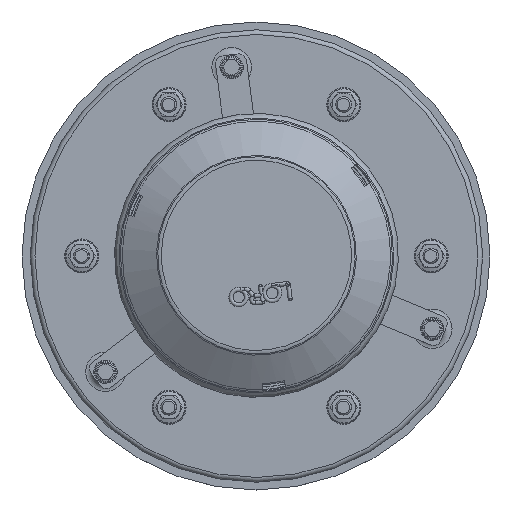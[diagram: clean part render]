
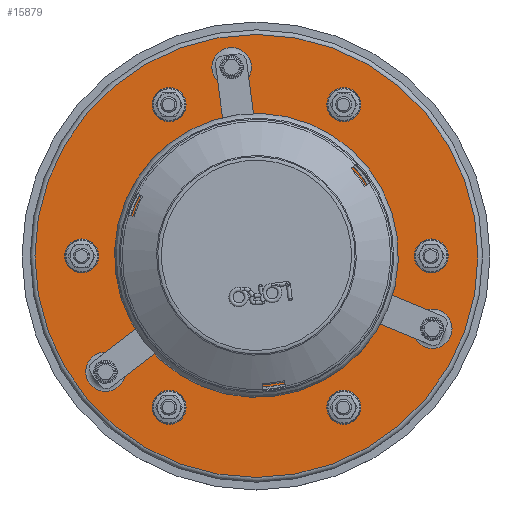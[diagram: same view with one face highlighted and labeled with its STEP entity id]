
A CAD part, top view. The second image highlights one B-rep face of the part: STEP entity #15879.
In plain terms, the highlighted planar face has unit normal (0, 0, 1).
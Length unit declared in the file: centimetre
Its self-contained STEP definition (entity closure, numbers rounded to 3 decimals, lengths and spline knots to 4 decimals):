
#459=FACE_BOUND('',#2391,.T.);
#460=FACE_BOUND('',#2392,.T.);
#461=FACE_BOUND('',#2393,.T.);
#462=FACE_BOUND('',#2394,.T.);
#463=FACE_BOUND('',#2395,.T.);
#464=FACE_BOUND('',#2396,.T.);
#465=FACE_BOUND('',#2397,.T.);
#466=FACE_BOUND('',#2398,.T.);
#467=FACE_BOUND('',#2399,.T.);
#468=FACE_BOUND('',#2400,.T.);
#704=PLANE('',#17133);
#1413=FACE_OUTER_BOUND('',#2390,.T.);
#2390=EDGE_LOOP('',(#11489));
#2391=EDGE_LOOP('',(#11490));
#2392=EDGE_LOOP('',(#11491));
#2393=EDGE_LOOP('',(#11492));
#2394=EDGE_LOOP('',(#11493));
#2395=EDGE_LOOP('',(#11494));
#2396=EDGE_LOOP('',(#11495));
#2397=EDGE_LOOP('',(#11496));
#2398=EDGE_LOOP('',(#11497));
#2399=EDGE_LOOP('',(#11498));
#2400=EDGE_LOOP('',(#11499));
#5910=CIRCLE('',#17131,12.6615);
#5912=CIRCLE('',#17134,142.);
#5913=CIRCLE('',#17135,12.6615);
#5914=CIRCLE('',#17136,82.);
#5915=CIRCLE('',#17137,8.);
#5916=CIRCLE('',#17138,8.);
#5917=CIRCLE('',#17139,8.);
#5918=CIRCLE('',#17140,8.);
#5919=CIRCLE('',#17141,8.);
#5920=CIRCLE('',#17142,8.);
#5921=CIRCLE('',#17143,12.6615);
#6919=VERTEX_POINT('',#24697);
#6920=VERTEX_POINT('',#24702);
#6921=VERTEX_POINT('',#24704);
#6922=VERTEX_POINT('',#24706);
#6923=VERTEX_POINT('',#24708);
#6924=VERTEX_POINT('',#24710);
#6925=VERTEX_POINT('',#24712);
#6926=VERTEX_POINT('',#24714);
#6927=VERTEX_POINT('',#24716);
#6928=VERTEX_POINT('',#24718);
#6929=VERTEX_POINT('',#24720);
#8630=EDGE_CURVE('',#6919,#6919,#5910,.T.);
#8632=EDGE_CURVE('',#6920,#6920,#5912,.T.);
#8633=EDGE_CURVE('',#6921,#6921,#5913,.T.);
#8634=EDGE_CURVE('',#6922,#6922,#5914,.T.);
#8635=EDGE_CURVE('',#6923,#6923,#5915,.T.);
#8636=EDGE_CURVE('',#6924,#6924,#5916,.T.);
#8637=EDGE_CURVE('',#6925,#6925,#5917,.T.);
#8638=EDGE_CURVE('',#6926,#6926,#5918,.T.);
#8639=EDGE_CURVE('',#6927,#6927,#5919,.T.);
#8640=EDGE_CURVE('',#6928,#6928,#5920,.T.);
#8641=EDGE_CURVE('',#6929,#6929,#5921,.T.);
#11489=ORIENTED_EDGE('',*,*,#8632,.F.);
#11490=ORIENTED_EDGE('',*,*,#8633,.F.);
#11491=ORIENTED_EDGE('',*,*,#8634,.T.);
#11492=ORIENTED_EDGE('',*,*,#8635,.T.);
#11493=ORIENTED_EDGE('',*,*,#8636,.T.);
#11494=ORIENTED_EDGE('',*,*,#8637,.T.);
#11495=ORIENTED_EDGE('',*,*,#8638,.T.);
#11496=ORIENTED_EDGE('',*,*,#8639,.T.);
#11497=ORIENTED_EDGE('',*,*,#8640,.T.);
#11498=ORIENTED_EDGE('',*,*,#8641,.F.);
#11499=ORIENTED_EDGE('',*,*,#8630,.F.);
#15879=ADVANCED_FACE('',(#1413,#459,#460,#461,#462,#463,#464,#465,#466,
#467,#468),#704,.T.);
#17131=AXIS2_PLACEMENT_3D('',#24699,#19827,#19828);
#17133=AXIS2_PLACEMENT_3D('',#24701,#19831,#19832);
#17134=AXIS2_PLACEMENT_3D('',#24703,#19833,#19834);
#17135=AXIS2_PLACEMENT_3D('',#24705,#19835,#19836);
#17136=AXIS2_PLACEMENT_3D('',#24707,#19837,#19838);
#17137=AXIS2_PLACEMENT_3D('',#24709,#19839,#19840);
#17138=AXIS2_PLACEMENT_3D('',#24711,#19841,#19842);
#17139=AXIS2_PLACEMENT_3D('',#24713,#19843,#19844);
#17140=AXIS2_PLACEMENT_3D('',#24715,#19845,#19846);
#17141=AXIS2_PLACEMENT_3D('',#24717,#19847,#19848);
#17142=AXIS2_PLACEMENT_3D('',#24719,#19849,#19850);
#17143=AXIS2_PLACEMENT_3D('',#24721,#19851,#19852);
#19827=DIRECTION('center_axis',(0.,0.,1.));
#19828=DIRECTION('ref_axis',(-0.609,0.793,0.));
#19831=DIRECTION('center_axis',(0.,0.,1.));
#19832=DIRECTION('ref_axis',(0.,-1.,0.));
#19833=DIRECTION('center_axis',(0.,0.,-1.));
#19834=DIRECTION('ref_axis',(1.,0.,0.));
#19835=DIRECTION('center_axis',(0.,0.,1.));
#19836=DIRECTION('ref_axis',(-0.383,-0.924,0.));
#19837=DIRECTION('center_axis',(0.,0.,-1.));
#19838=DIRECTION('ref_axis',(1.,0.,0.));
#19839=DIRECTION('center_axis',(0.,0.,-1.));
#19840=DIRECTION('ref_axis',(-1.,0.,0.));
#19841=DIRECTION('center_axis',(0.,0.,-1.));
#19842=DIRECTION('ref_axis',(-1.,0.,0.));
#19843=DIRECTION('center_axis',(0.,0.,-1.));
#19844=DIRECTION('ref_axis',(-1.,0.,0.));
#19845=DIRECTION('center_axis',(0.,0.,-1.));
#19846=DIRECTION('ref_axis',(-1.,0.,0.));
#19847=DIRECTION('center_axis',(0.,0.,-1.));
#19848=DIRECTION('ref_axis',(1.,0.,0.));
#19849=DIRECTION('center_axis',(0.,0.,-1.));
#19850=DIRECTION('ref_axis',(-1.,0.,0.));
#19851=DIRECTION('center_axis',(0.,0.,1.));
#19852=DIRECTION('ref_axis',(0.991,0.131,0.));
#24697=CARTESIAN_POINT('',(3394.4351,2801.9356,6.));
#24699=CARTESIAN_POINT('Origin',(3394.4351,2814.5971,6.));
#24701=CARTESIAN_POINT('Origin',(3349.2242,2888.866,6.));
#24702=CARTESIAN_POINT('',(3491.2242,2746.866,6.));
#24703=CARTESIAN_POINT('Origin',(3491.2242,2888.866,6.));
#24704=CARTESIAN_POINT('',(3603.9375,2829.5171,6.));
#24705=CARTESIAN_POINT('Origin',(3603.9375,2842.1786,6.));
#24706=CARTESIAN_POINT('',(3491.2242,2806.866,6.));
#24707=CARTESIAN_POINT('Origin',(3491.2242,2888.866,6.));
#24708=CARTESIAN_POINT('',(3555.2242,2985.8609,6.));
#24709=CARTESIAN_POINT('Origin',(3547.2242,2985.8609,6.));
#24710=CARTESIAN_POINT('',(3443.2242,2985.8609,6.));
#24711=CARTESIAN_POINT('Origin',(3435.2242,2985.8609,6.));
#24712=CARTESIAN_POINT('',(3555.2242,2791.8712,6.));
#24713=CARTESIAN_POINT('Origin',(3547.2242,2791.8712,6.));
#24714=CARTESIAN_POINT('',(3443.2242,2791.8712,6.));
#24715=CARTESIAN_POINT('Origin',(3435.2242,2791.8712,6.));
#24716=CARTESIAN_POINT('',(3371.2242,2888.866,6.));
#24717=CARTESIAN_POINT('Origin',(3379.2242,2888.866,6.));
#24718=CARTESIAN_POINT('',(3611.2242,2888.866,6.));
#24719=CARTESIAN_POINT('Origin',(3603.2242,2888.866,6.));
#24720=CARTESIAN_POINT('',(3475.3,2997.1608,6.));
#24721=CARTESIAN_POINT('Origin',(3475.3,3009.8223,6.));
